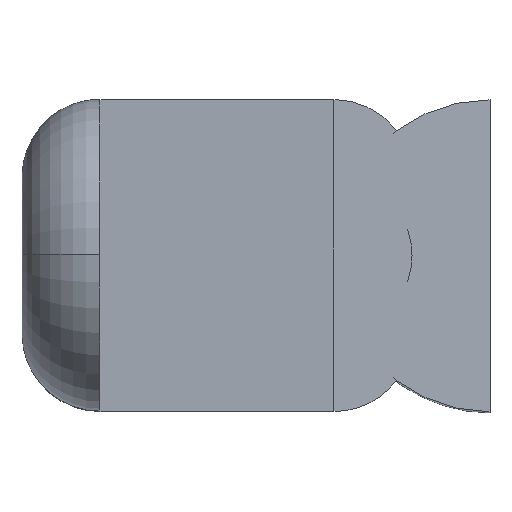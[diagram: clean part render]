
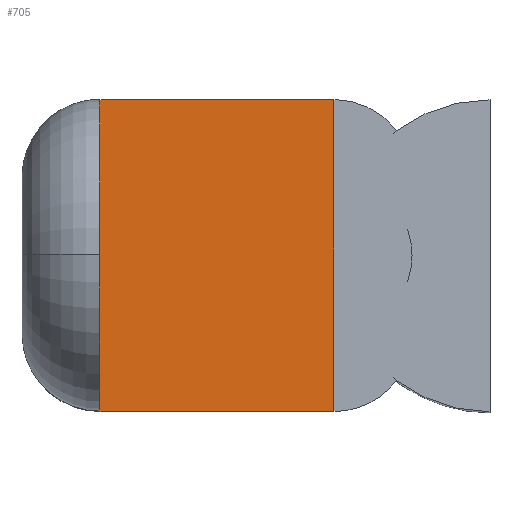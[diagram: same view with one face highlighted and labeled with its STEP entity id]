
A CAD part, top view. The second image highlights one B-rep face of the part: STEP entity #705.
In plain terms, the highlighted planar face has unit normal (0, 0, 1).
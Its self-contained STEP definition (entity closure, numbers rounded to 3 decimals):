
#3 = ORIENTED_EDGE ( 'NONE', *, *, #199, .F. ) ;
#22 = ORIENTED_EDGE ( 'NONE', *, *, #570, .F. ) ;
#26 = VECTOR ( 'NONE', #240, 1000. ) ;
#47 = ORIENTED_EDGE ( 'NONE', *, *, #346, .T. ) ;
#48 = VECTOR ( 'NONE', #508, 1000. ) ;
#121 = DIRECTION ( 'NONE',  ( 1., 0., 0. ) ) ;
#132 = CARTESIAN_POINT ( 'NONE',  ( 0., -10., 45. ) ) ;
#133 = VECTOR ( 'NONE', #121, 1000. ) ;
#138 = VERTEX_POINT ( 'NONE', #132 ) ;
#139 = CARTESIAN_POINT ( 'NONE',  ( 0., 10., 45. ) ) ;
#159 = CARTESIAN_POINT ( 'NONE',  ( -15., -10., 45. ) ) ;
#175 = LINE ( 'NONE', #573, #133 ) ;
#199 = EDGE_CURVE ( 'NONE', #310, #494, #226, .T. ) ;
#226 = LINE ( 'NONE', #506, #26 ) ;
#240 = DIRECTION ( 'NONE',  ( 1., 0., 0. ) ) ;
#271 = FACE_OUTER_BOUND ( 'NONE', #555, .T. ) ;
#300 = DIRECTION ( 'NONE',  ( 0., 1., 0. ) ) ;
#310 = VERTEX_POINT ( 'NONE', #360 ) ;
#322 = CARTESIAN_POINT ( 'NONE',  ( 0., 10., 45. ) ) ;
#335 = EDGE_CURVE ( 'NONE', #138, #494, #383, .T. ) ;
#346 = EDGE_CURVE ( 'NONE', #510, #138, #175, .T. ) ;
#360 = CARTESIAN_POINT ( 'NONE',  ( -15., 10., 45. ) ) ;
#383 = LINE ( 'NONE', #139, #48 ) ;
#494 = VERTEX_POINT ( 'NONE', #322 ) ;
#506 = CARTESIAN_POINT ( 'NONE',  ( -20., 10., 45. ) ) ;
#508 = DIRECTION ( 'NONE',  ( 0., 1., 0. ) ) ;
#510 = VERTEX_POINT ( 'NONE', #159 ) ;
#512 = DIRECTION ( 'NONE',  ( -1., 0., 0. ) ) ;
#520 = DIRECTION ( 'NONE',  ( 0., 0., -1. ) ) ;
#539 = CARTESIAN_POINT ( 'NONE',  ( -20., 0., 45. ) ) ;
#549 = PLANE ( 'NONE',  #599 ) ;
#555 = EDGE_LOOP ( 'NONE', ( #47, #766, #3, #22 ) ) ;
#570 = EDGE_CURVE ( 'NONE', #510, #310, #729, .T. ) ;
#572 = VECTOR ( 'NONE', #300, 1000. ) ;
#573 = CARTESIAN_POINT ( 'NONE',  ( -20., -10., 45. ) ) ;
#599 = AXIS2_PLACEMENT_3D ( 'NONE', #539, #520, #512 ) ;
#649 = CARTESIAN_POINT ( 'NONE',  ( -15., -10., 45. ) ) ;
#705 = ADVANCED_FACE ( 'NONE', ( #271 ), #549, .F. ) ;
#729 = LINE ( 'NONE', #649, #572 ) ;
#766 = ORIENTED_EDGE ( 'NONE', *, *, #335, .T. ) ;
